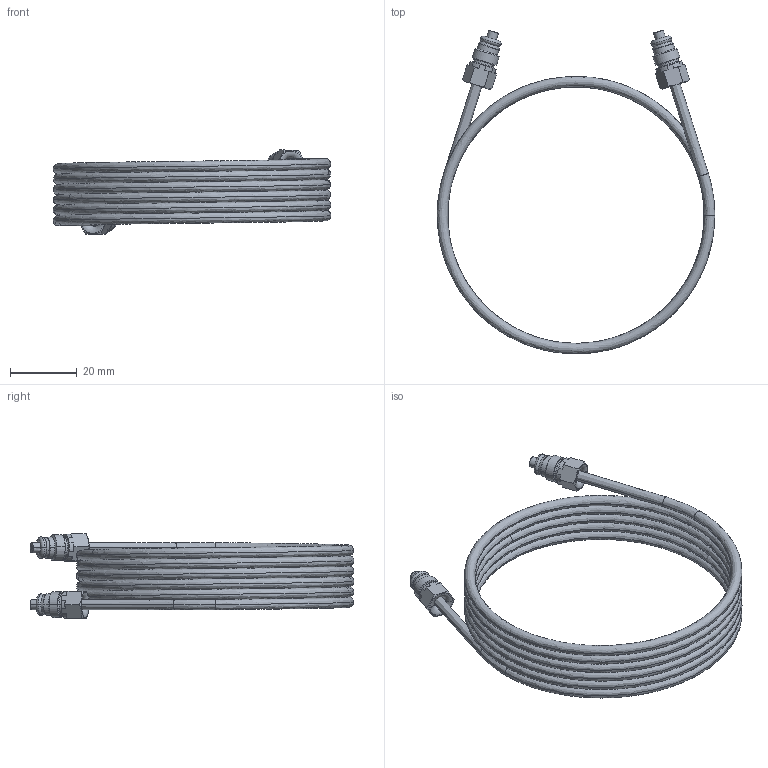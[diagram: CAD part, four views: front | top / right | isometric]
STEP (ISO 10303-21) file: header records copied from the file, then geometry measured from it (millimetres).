
FILE_DESCRIPTION((''),'2;1');
FILE_NAME('89010280_FI80_TEMP_ASM','2015-04-28T',('u317927'),('Danfoss'),'PRO/ENGINEER BY PARAMETRIC TECHNOLOGY CORPORATION, 2014000','PRO/ENGINEER BY PARAMETRIC TECHNOLOGY CORPORATION, 2014000','');
FILE_SCHEMA(('CONFIG_CONTROL_DESIGN'));
Length unit declared in the file: millimetre
Products named in the file (5): 89010380_FI80_TEMP; 189010310_MONT; 189010300; 54511434; 89010280_FI80_TEMP_ASM
Assembly tree (7 placements, depth 2):
  89010280_FI80_TEMP_ASM
    89010380_FI80_TEMP
    189010310_MONT  x2
    189010300  x2
    54511434  x2
Bounding box: 83.1 x 96.94 x 25.18 mm (x, y, z)
Volume: 10535 mm3; surface area: 21499.6 mm2
Topology: 7 solids, 7 shells, 148 faces, 338 edges, 196 vertices
Faces by surface type: cone 40, plane 32, cylinder 32, torus 20, bspline 8, revolution 8, extrusion 8
Entity records: 6741 total; most frequent: CARTESIAN_POINT 4707, ORIENTED_EDGE 400, DIRECTION 382, EDGE_CURVE 200, AXIS2_PLACEMENT_3D 149, VERTEX_POINT 116, EDGE_LOOP 94, FACE_OUTER_BOUND 87
